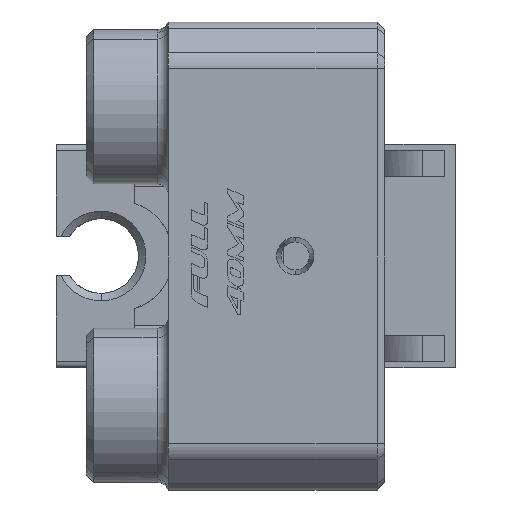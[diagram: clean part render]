
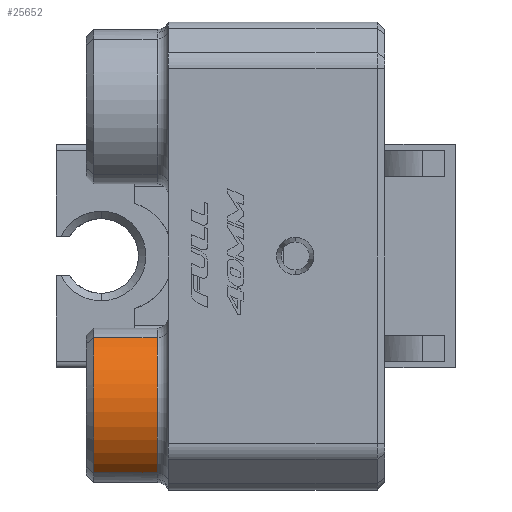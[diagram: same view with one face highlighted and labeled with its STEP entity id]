
A CAD part, left-side view. The second image highlights one B-rep face of the part: STEP entity #25652.
In plain terms, the highlighted cylindrical face has radius 11.109 mm (diameter 22.217 mm), a partial arc.
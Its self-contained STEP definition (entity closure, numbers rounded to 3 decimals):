
#665 = DIRECTION ( 'NONE',  ( 0., 0., 1. ) ) ;
#722 = ORIENTED_EDGE ( 'NONE', *, *, #37686, .T. ) ;
#1765 = CARTESIAN_POINT ( 'NONE',  ( -11.073, 28.5, -10.943 ) ) ;
#2959 = FACE_OUTER_BOUND ( 'NONE', #36479, .T. ) ;
#3272 = CARTESIAN_POINT ( 'NONE',  ( -4.641, 37., -20. ) ) ;
#3500 = ORIENTED_EDGE ( 'NONE', *, *, #14028, .T. ) ;
#4182 = CARTESIAN_POINT ( 'NONE',  ( -11.073, 38., -10.943 ) ) ;
#4201 = LINE ( 'NONE', #23741, #31532 ) ;
#6282 = DIRECTION ( 'NONE',  ( 0., -1., 0. ) ) ;
#6711 = CARTESIAN_POINT ( 'NONE',  ( -11.073, 37., -29.057 ) ) ;
#8212 = VERTEX_POINT ( 'NONE', #25126 ) ;
#9366 = DIRECTION ( 'NONE',  ( 0., 0., -1. ) ) ;
#12481 = DIRECTION ( 'NONE',  ( 0., 0., 1. ) ) ;
#14028 = EDGE_CURVE ( 'NONE', #25644, #16819, #23112, .T. ) ;
#14239 = ORIENTED_EDGE ( 'NONE', *, *, #15033, .T. ) ;
#14820 = AXIS2_PLACEMENT_3D ( 'NONE', #39460, #24461, #665 ) ;
#15033 = EDGE_CURVE ( 'NONE', #8212, #20389, #17384, .T. ) ;
#15970 = DIRECTION ( 'NONE',  ( 0., 1., 0. ) ) ;
#16819 = VERTEX_POINT ( 'NONE', #1765 ) ;
#17384 = CIRCLE ( 'NONE', #22487, 11.109 ) ;
#18163 = DIRECTION ( 'NONE',  ( 0., -1., 0. ) ) ;
#19527 = ORIENTED_EDGE ( 'NONE', *, *, #30790, .T. ) ;
#20389 = VERTEX_POINT ( 'NONE', #6711 ) ;
#21555 = CARTESIAN_POINT ( 'NONE',  ( -4.641, 38., -20. ) ) ;
#22487 = AXIS2_PLACEMENT_3D ( 'NONE', #3272, #6282, #12481 ) ;
#23112 = CIRCLE ( 'NONE', #14820, 11.109 ) ;
#23741 = CARTESIAN_POINT ( 'NONE',  ( -11.073, 38., -29.057 ) ) ;
#24461 = DIRECTION ( 'NONE',  ( 0., 1., 0. ) ) ;
#25126 = CARTESIAN_POINT ( 'NONE',  ( -11.073, 37., -10.943 ) ) ;
#25535 = LINE ( 'NONE', #4182, #28653 ) ;
#25644 = VERTEX_POINT ( 'NONE', #29364 ) ;
#25652 = ADVANCED_FACE ( 'NONE', ( #2959 ), #33142, .T. ) ;
#28653 = VECTOR ( 'NONE', #15970, 1000. ) ;
#29364 = CARTESIAN_POINT ( 'NONE',  ( -11.073, 28.5, -29.057 ) ) ;
#30326 = DIRECTION ( 'NONE',  ( 0., -1., 0. ) ) ;
#30790 = EDGE_CURVE ( 'NONE', #20389, #25644, #4201, .T. ) ;
#30817 = AXIS2_PLACEMENT_3D ( 'NONE', #21555, #18163, #9366 ) ;
#31532 = VECTOR ( 'NONE', #30326, 1000. ) ;
#33142 = CYLINDRICAL_SURFACE ( 'NONE', #30817, 11.109 ) ;
#36479 = EDGE_LOOP ( 'NONE', ( #722, #14239, #19527, #3500 ) ) ;
#37686 = EDGE_CURVE ( 'NONE', #16819, #8212, #25535, .T. ) ;
#39460 = CARTESIAN_POINT ( 'NONE',  ( -4.641, 28.5, -20. ) ) ;
